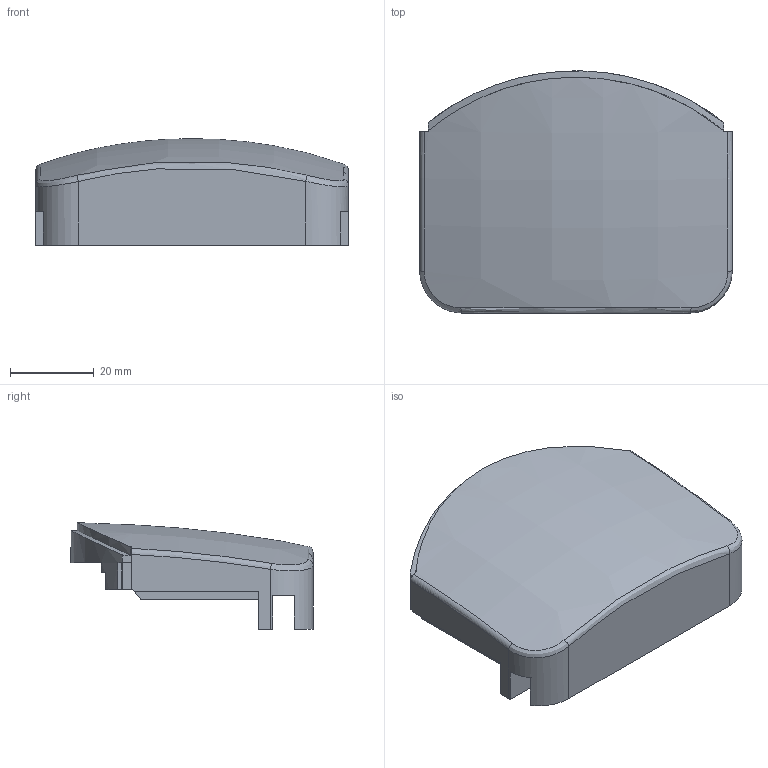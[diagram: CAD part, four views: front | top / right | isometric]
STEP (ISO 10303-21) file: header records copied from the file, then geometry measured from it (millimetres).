
FILE_DESCRIPTION(/* description */ (''),/* implementation_level */ '2;1');
FILE_NAME(/* name */ 'Pump Front Cover gray.ipt.step',/* time_stamp */ '2022-11-29T08:42:20+01:00',/* author */ ('diederichbenedict'),/* organization */ (''),/* preprocessor_version */ 'ST-DEVELOPER v18.1',/* originating_system */ 'Autodesk Inventor 2022',/* authorisation */ '');
FILE_SCHEMA (('AUTOMOTIVE_DESIGN { 1 0 10303 214 3 1 1 }'));
Length unit declared in the file: inch
Products named in the file (1): Pump Front Cover gray
Bounding box: 74.42 x 57.66 x 25.4 mm (x, y, z)
Volume: 26981 mm3; surface area: 14765.6 mm2
Topology: 1 solids, 1 shells, 67 faces, 188 edges, 124 vertices
Faces by surface type: plane 53, cylinder 7, torus 4, bspline 3
Full cylindrical faces by diameter (mm): 25.4 x1
Entity records: 2544 total; most frequent: CARTESIAN_POINT 767, ORIENTED_EDGE 376, DIRECTION 344, EDGE_CURVE 188, LINE 142, VECTOR 142, VERTEX_POINT 124, AXIS2_PLACEMENT_3D 101
